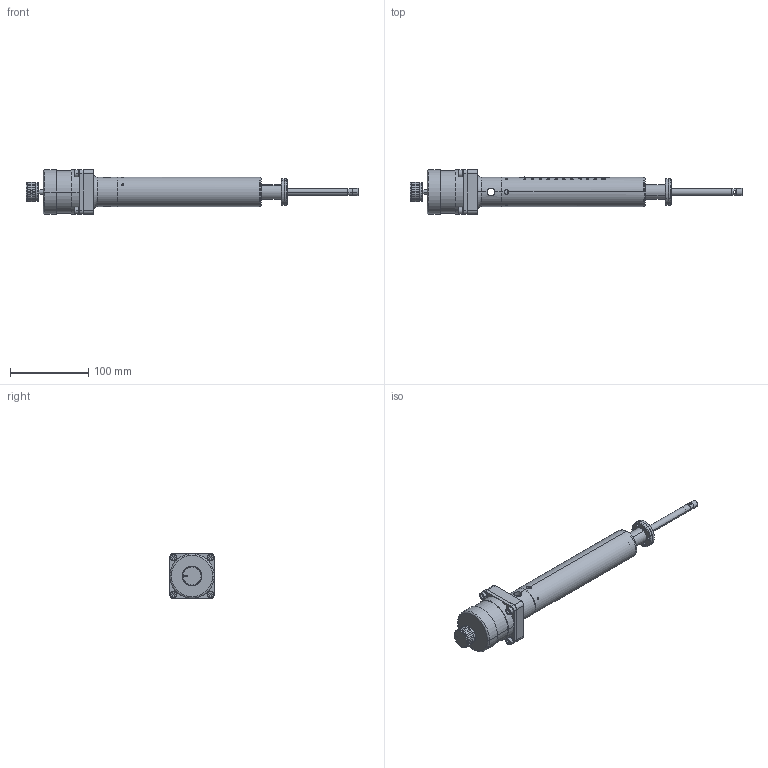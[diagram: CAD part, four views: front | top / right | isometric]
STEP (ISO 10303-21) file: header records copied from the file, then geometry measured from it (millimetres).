
FILE_DESCRIPTION((''),'2;1');
FILE_NAME('LDS910W','2017-05-15T',('gavin.marshall'),(''),'CREO PARAMETRIC BY PTC INC, 2015080','CREO PARAMETRIC BY PTC INC, 2015080','');
FILE_SCHEMA(('AUTOMOTIVE_DESIGN { 1 0 10303 214 1 1 1 1 }'));
Products named in the file (1): LDS910W
Bounding box: 423.5 x 57.3 x 57.3 mm (x, y, z)
Volume: 273418.7 mm3; surface area: 95453.7 mm2
Topology: 3 solids, 8 shells, 1778 faces, 4880 edges, 3190 vertices
Faces by surface type: plane 776, bspline 555, cylinder 348, cone 74, torus 25
Entity records: 73449 total; most frequent: CARTESIAN_POINT 31523, ORIENTED_EDGE 9736, DIRECTION 6812, EDGE_CURVE 4868, VERTEX_POINT 3190, AXIS2_PLACEMENT_3D 2299, VECTOR 2214, LINE 2214
